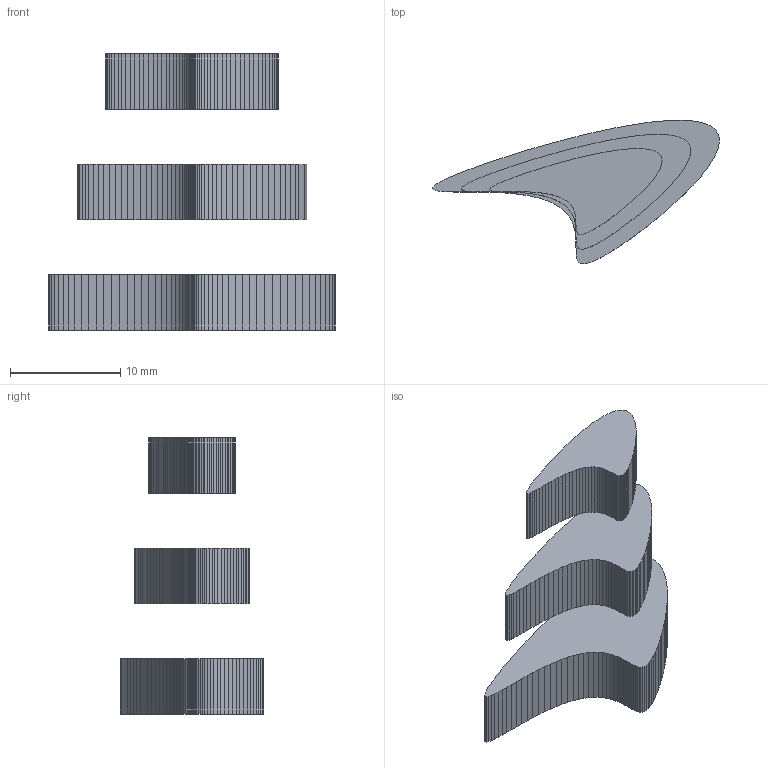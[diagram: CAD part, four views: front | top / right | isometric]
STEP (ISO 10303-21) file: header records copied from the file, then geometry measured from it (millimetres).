
FILE_DESCRIPTION(('Open CASCADE Model'),'2;1');
FILE_NAME('Open CASCADE Shape Model','2024-05-31T00:00:20',('Author'),( 'Open CASCADE'),'Open CASCADE STEP processor 7.7','Open CASCADE 7.7' ,'Unknown');
FILE_SCHEMA(('AUTOMOTIVE_DESIGN { 1 0 10303 214 1 1 1 1 }'));
Length unit declared in the file: millimetre
Products named in the file (4): Open CASCADE STEP translator 7.7 16; Open CASCADE STEP translator 7.7 16.1; Open CASCADE STEP translator 7.7 16.2; Open CASCADE STEP translator 7.7 16.3
Assembly tree (3 placements, depth 2):
  Open CASCADE STEP translator 7.7 16
    Open CASCADE STEP translator 7.7 16.1
    Open CASCADE STEP translator 7.7 16.2
    Open CASCADE STEP translator 7.7 16.3
Bounding box: 25.97 x 12.98 x 25 mm (x, y, z)
Volume: 1569.8 mm3; surface area: 1381.9 mm2
Topology: 3 solids, 3 shells, 306 faces, 900 edges, 600 vertices
Faces by surface type: plane 306
Entity records: 21724 total; most frequent: CARTESIAN_POINT 3610, DIRECTION 3320, LINE 2700, VECTOR 2700, ORIENTED_EDGE 1800, PCURVE 1800, DEFINITIONAL_REPRESENTATION 1800, EDGE_CURVE 900
